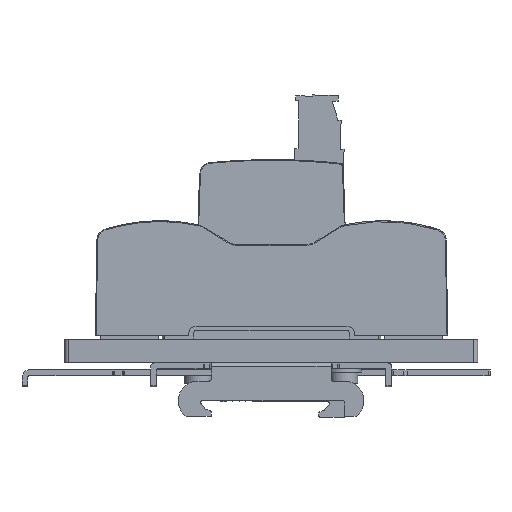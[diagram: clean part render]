
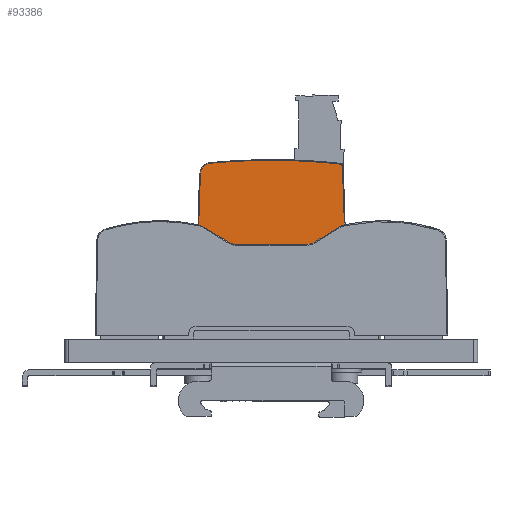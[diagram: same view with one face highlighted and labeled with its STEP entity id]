
A CAD part, front view. The second image highlights one B-rep face of the part: STEP entity #93386.
In plain terms, the highlighted planar face has unit normal (0, -1, 0.018).
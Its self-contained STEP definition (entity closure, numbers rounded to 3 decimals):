
#130=ELLIPSE('',#99947,2.491,0.964);
#161=ELLIPSE('',#100252,0.111,0.111);
#162=ELLIPSE('',#100255,0.198,0.198);
#163=ELLIPSE('',#100256,0.197,0.197);
#164=ELLIPSE('',#100257,0.158,0.158);
#7871=LINE('',#158261,#16676);
#7872=LINE('',#158266,#16677);
#7873=LINE('',#158271,#16678);
#16676=VECTOR('',#117853,0.276);
#16677=VECTOR('',#117858,0.276);
#16678=VECTOR('',#117863,0.701);
#22304=PLANE('',#100253);
#26399=FACE_OUTER_BOUND('',#31495,.T.);
#31495=EDGE_LOOP('',(#73363,#73364,#73365,#73366,#73367,#73368,#73369,#73370,
#73371,#73372,#73373,#73374,#73375));
#35794=CIRCLE('',#99940,13.049);
#35798=CIRCLE('',#99946,6.421);
#35859=CIRCLE('',#100204,13.051);
#35871=CIRCLE('',#100254,0.158);
#35872=CIRCLE('',#100258,0.158);
#42437=VERTEX_POINT('',#156436);
#42438=VERTEX_POINT('',#156444);
#42441=VERTEX_POINT('',#156479);
#42442=VERTEX_POINT('',#156481);
#42631=VERTEX_POINT('',#158089);
#42632=VERTEX_POINT('',#158091);
#42652=VERTEX_POINT('',#158257);
#42653=VERTEX_POINT('',#158258);
#42654=VERTEX_POINT('',#158260);
#42655=VERTEX_POINT('',#158263);
#42656=VERTEX_POINT('',#158265);
#42657=VERTEX_POINT('',#158267);
#42658=VERTEX_POINT('',#158269);
#53325=EDGE_CURVE('',#42438,#42437,#35794,.T.);
#53331=EDGE_CURVE('',#42442,#42441,#35798,.T.);
#53332=EDGE_CURVE('',#42437,#42442,#130,.T.);
#53718=EDGE_CURVE('',#42632,#42631,#35859,.T.);
#53770=EDGE_CURVE('',#42631,#42441,#161,.T.);
#53772=EDGE_CURVE('',#42652,#42653,#35871,.T.);
#53773=EDGE_CURVE('',#42653,#42654,#7871,.T.);
#53774=EDGE_CURVE('',#42654,#42438,#162,.T.);
#53775=EDGE_CURVE('',#42632,#42655,#163,.T.);
#53776=EDGE_CURVE('',#42656,#42655,#7872,.T.);
#53777=EDGE_CURVE('',#42656,#42657,#164,.T.);
#53778=EDGE_CURVE('',#42657,#42658,#35872,.T.);
#53779=EDGE_CURVE('',#42658,#42652,#7873,.T.);
#73363=ORIENTED_EDGE('',*,*,#53772,.T.);
#73364=ORIENTED_EDGE('',*,*,#53773,.T.);
#73365=ORIENTED_EDGE('',*,*,#53774,.T.);
#73366=ORIENTED_EDGE('',*,*,#53325,.T.);
#73367=ORIENTED_EDGE('',*,*,#53332,.T.);
#73368=ORIENTED_EDGE('',*,*,#53331,.T.);
#73369=ORIENTED_EDGE('',*,*,#53770,.F.);
#73370=ORIENTED_EDGE('',*,*,#53718,.F.);
#73371=ORIENTED_EDGE('',*,*,#53775,.T.);
#73372=ORIENTED_EDGE('',*,*,#53776,.F.);
#73373=ORIENTED_EDGE('',*,*,#53777,.T.);
#73374=ORIENTED_EDGE('',*,*,#53778,.T.);
#73375=ORIENTED_EDGE('',*,*,#53779,.T.);
#93386=ADVANCED_FACE('',(#26399),#22304,.T.);
#99940=AXIS2_PLACEMENT_3D('',#156445,#116949,#116950);
#99946=AXIS2_PLACEMENT_3D('',#156482,#116961,#116962);
#99947=AXIS2_PLACEMENT_3D('',#156483,#116963,#116964);
#100204=AXIS2_PLACEMENT_3D('',#158098,#117729,#117730);
#100252=AXIS2_PLACEMENT_3D('',#158254,#117846,#117847);
#100253=AXIS2_PLACEMENT_3D('',#158256,#117849,#117850);
#100254=AXIS2_PLACEMENT_3D('',#158259,#117851,#117852);
#100255=AXIS2_PLACEMENT_3D('',#158262,#117854,#117855);
#100256=AXIS2_PLACEMENT_3D('',#158264,#117856,#117857);
#100257=AXIS2_PLACEMENT_3D('',#158268,#117859,#117860);
#100258=AXIS2_PLACEMENT_3D('',#158270,#117861,#117862);
#116949=DIRECTION('center_axis',(0.,-1.,
0.017));
#116950=DIRECTION('ref_axis',(0.998,0.001,0.062));
#116961=DIRECTION('center_axis',(0.,-1.,
0.017));
#116962=DIRECTION('ref_axis',(-0.095,0.017,0.995));
#116963=DIRECTION('center_axis',(0.,-1.,
0.017));
#116964=DIRECTION('ref_axis',(1.,-0.001,-0.029));
#117729=DIRECTION('center_axis',(0.,1.,
-0.017));
#117730=DIRECTION('ref_axis',(-0.999,0.001,0.054));
#117846=DIRECTION('center_axis',(0.,1.,
-0.017));
#117847=DIRECTION('ref_axis',(-0.033,0.017,0.999));
#117849=DIRECTION('center_axis',(0.,-1.,0.017));
#117850=DIRECTION('ref_axis',(1.,0.,0.));
#117851=DIRECTION('center_axis',(0.,-1.,
0.017));
#117852=DIRECTION('ref_axis',(0.53,-0.015,-0.848));
#117853=DIRECTION('',(0.848,0.009,0.53));
#117854=DIRECTION('center_axis',(0.,1.,-0.017));
#117855=DIRECTION('ref_axis',(0.,-0.017,
-1.));
#117856=DIRECTION('center_axis',(0.,1.,-0.017));
#117857=DIRECTION('ref_axis',(0.,0.017,1.));
#117858=DIRECTION('',(-0.848,0.009,0.53));
#117859=DIRECTION('center_axis',(0.,-1.,0.017));
#117860=DIRECTION('ref_axis',(0.,0.017,
1.));
#117861=DIRECTION('center_axis',(0.,-1.,
0.));
#117862=DIRECTION('ref_axis',(-0.012,0.,-1.));
#117863=DIRECTION('',(1.,0.,0.));
#156436=CARTESIAN_POINT('',(0.705,-1.009,1.714));
#156444=CARTESIAN_POINT('',(0.728,-1.02,1.105));
#156445=CARTESIAN_POINT('Origin',(-12.319,-1.023,0.909));
#156479=CARTESIAN_POINT('',(-0.61,-1.009,1.724));
#156481=CARTESIAN_POINT('',(0.,-1.009,1.753));
#156482=CARTESIAN_POINT('Origin',(0.,-1.121,
-4.667));
#156483=CARTESIAN_POINT('Origin',(0.157,-1.025,0.787));
#158089=CARTESIAN_POINT('',(-0.71,-1.011,1.62));
#158091=CARTESIAN_POINT('',(-0.728,-1.02,1.105));
#158098=CARTESIAN_POINT('Origin',(12.321,-1.023,0.91));
#158254=CARTESIAN_POINT('Origin',(-0.6,-1.011,1.614));
#158256=CARTESIAN_POINT('Origin',(0.,-1.023,0.91));
#158257=CARTESIAN_POINT('',(0.35,-1.023,0.91));
#158258=CARTESIAN_POINT('',(0.434,-1.023,0.934));
#158259=CARTESIAN_POINT('Origin',(0.35,-1.02,1.068));
#158260=CARTESIAN_POINT('',(0.668,-1.02,1.08));
#158261=CARTESIAN_POINT('',(0.434,-1.023,0.934));
#158262=CARTESIAN_POINT('Origin',(0.773,-1.023,0.912));
#158263=CARTESIAN_POINT('',(-0.668,-1.02,1.08));
#158264=CARTESIAN_POINT('Origin',(-0.773,-1.023,
0.913));
#158265=CARTESIAN_POINT('',(-0.434,-1.023,0.934));
#158266=CARTESIAN_POINT('',(-0.434,-1.023,0.934));
#158267=CARTESIAN_POINT('',(-0.352,-1.023,0.91));
#158268=CARTESIAN_POINT('Origin',(-0.35,-1.02,
1.068));
#158269=CARTESIAN_POINT('',(-0.35,-1.023,0.91));
#158270=CARTESIAN_POINT('Origin',(-0.35,-1.023,
1.068));
#158271=CARTESIAN_POINT('',(-0.35,-1.023,0.91));
